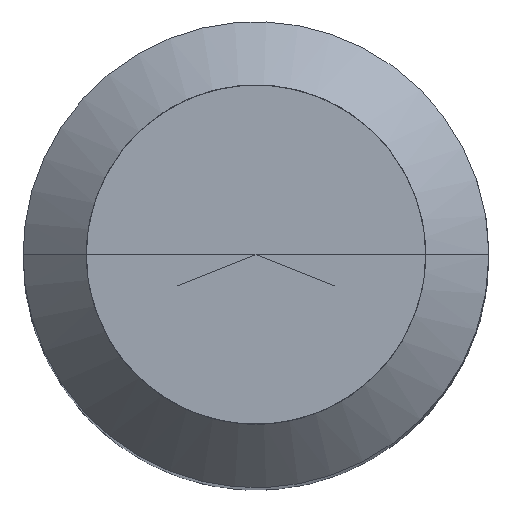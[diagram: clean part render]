
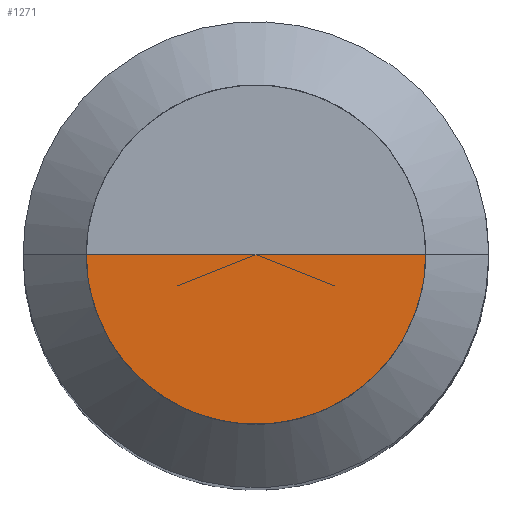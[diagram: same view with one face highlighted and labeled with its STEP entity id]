
A CAD part, top view. The second image highlights one B-rep face of the part: STEP entity #1271.
In plain terms, the highlighted free-form (B-spline) face has degree [1, 2] with [2, 5] control points.
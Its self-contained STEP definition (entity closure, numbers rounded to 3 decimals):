
#914=CARTESIAN_POINT('',(5.1,0.0,45.0));
#918=CARTESIAN_POINT('',(-5.1,0.0,45.0));
#919=CARTESIAN_POINT('',(0.0,0.0,45.0));
#932=CARTESIAN_POINT('',(-5.1,-5.1,45.0));
#933=CARTESIAN_POINT('',(0.0,-5.1,45.0));
#934=CARTESIAN_POINT('',(5.1,-5.1,45.0));
#1256=(
BOUNDED_SURFACE()
B_SPLINE_SURFACE(1,2,(
(#918,#932,#933,#934,#914),
(#919,#919,#919,#919,#919)
), .UNSPECIFIED.,.F.,.F.,.F.)
B_SPLINE_SURFACE_WITH_KNOTS((2,2),(3,2,3),(
0.0,1.0),(
0.0,0.5,1.0), .UNSPECIFIED.)
GEOMETRIC_REPRESENTATION_ITEM()
RATIONAL_B_SPLINE_SURFACE(((1.0,0.707,1.0,0.707,1.0),
(1.0,0.707,1.0,0.707,1.0)
))
REPRESENTATION_ITEM('')
SURFACE()
);
#1257=(
BOUNDED_CURVE()
B_SPLINE_CURVE(1,(#919,#914),.UNSPECIFIED.,.F.,.F.)
B_SPLINE_CURVE_WITH_KNOTS((2,2),
(0.0,1.0),.UNSPECIFIED.)
CURVE()
GEOMETRIC_REPRESENTATION_ITEM()
RATIONAL_B_SPLINE_CURVE((1.0,1.0))
REPRESENTATION_ITEM('')
);
#1258=(
BOUNDED_CURVE()
B_SPLINE_CURVE(2,(#914,#934,#933,#932,#918),.UNSPECIFIED.,.F.,.F.)
B_SPLINE_CURVE_WITH_KNOTS((3,2,3),
(0.0,0.5,1.0),.UNSPECIFIED.)
CURVE()
GEOMETRIC_REPRESENTATION_ITEM()
RATIONAL_B_SPLINE_CURVE((1.0,0.707,1.0,0.707,1.0))
REPRESENTATION_ITEM('')
);
#1259=(
BOUNDED_CURVE()
B_SPLINE_CURVE(1,(#918,#919),.UNSPECIFIED.,.F.,.F.)
B_SPLINE_CURVE_WITH_KNOTS((2,2),
(0.0,1.0),.UNSPECIFIED.)
CURVE()
GEOMETRIC_REPRESENTATION_ITEM()
RATIONAL_B_SPLINE_CURVE((1.0,1.0))
REPRESENTATION_ITEM('')
);
#1260=VERTEX_POINT('',#914);
#1261=VERTEX_POINT('',#918);
#1262=VERTEX_POINT('',#919);
#1263=EDGE_CURVE('',#1262,#1260,#1257,.T.);
#1264=EDGE_CURVE('',#1260,#1261,#1258,.T.);
#1265=EDGE_CURVE('',#1261,#1262,#1259,.T.);
#1266=ORIENTED_EDGE('',*,*,#1263,.T.);
#1267=ORIENTED_EDGE('',*,*,#1264,.T.);
#1268=ORIENTED_EDGE('',*,*,#1265,.T.);
#1269=EDGE_LOOP('',(#1266,#1267,#1268));
#1270=FACE_OUTER_BOUND('',#1269,.T.);
#1271=ADVANCED_FACE('',(#1270),#1256,.T.);
